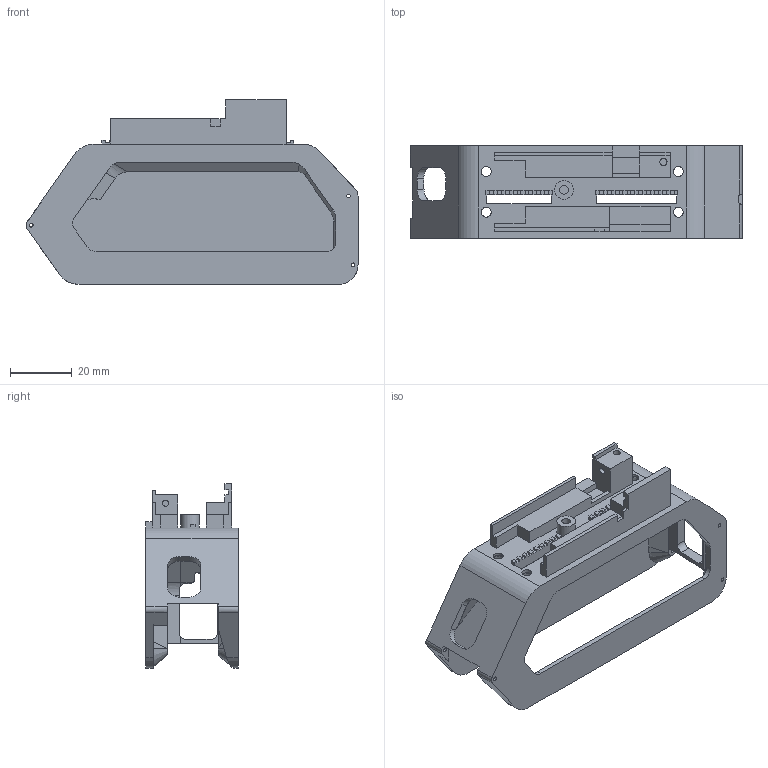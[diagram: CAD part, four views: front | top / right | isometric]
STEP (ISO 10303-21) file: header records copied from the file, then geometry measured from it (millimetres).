
FILE_DESCRIPTION(('FreeCAD Model'),'2;1');
FILE_NAME('Open CASCADE Shape Model','2025-05-21T21:53:20',(''),(''), 'Open CASCADE STEP processor 7.8','FreeCAD','Unknown');
FILE_SCHEMA(('CONFIG_CONTROL_DESIGN','SHAPE_APPEARANCE_LAYER_MIM'));
Length unit declared in the file: millimetre
Products named in the file (1): Flipper upper case with LRF electronics
Bounding box: 107.45 x 30 x 59.75 mm (x, y, z)
Volume: 33145.5 mm3; surface area: 23485.2 mm2
Topology: 1 solids, 1 shells, 273 faces, 799 edges, 523 vertices
Faces by surface type: plane 181, cylinder 49, bspline 37, cone 4, revolution 2
Full cylindrical faces by diameter (mm): 1.2 x6, 2 x1, 2.3 x1, 2.8 x1, 3.2 x4, 5.5 x4, 6 x1
Entity records: 10696 total; most frequent: CARTESIAN_POINT 3618, ORIENTED_EDGE 1598, DIRECTION 1251, EDGE_CURVE 799, LINE 559, VECTOR 559, VERTEX_POINT 523, AXIS2_PLACEMENT_3D 345
